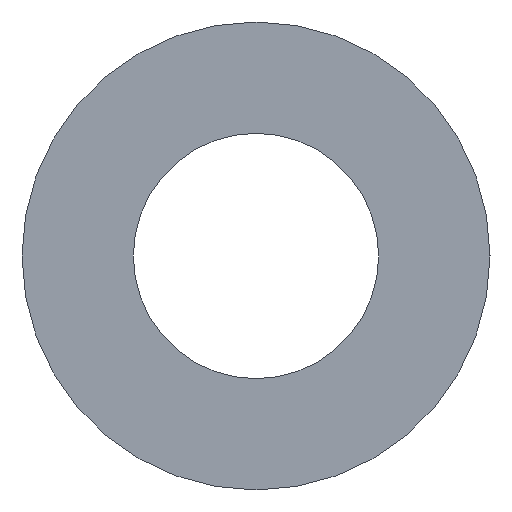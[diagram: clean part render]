
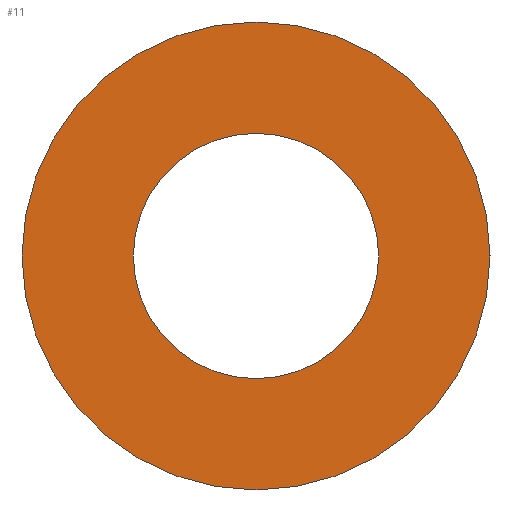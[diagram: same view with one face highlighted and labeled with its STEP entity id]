
A CAD part, left-side view. The second image highlights one B-rep face of the part: STEP entity #11.
In plain terms, the highlighted planar face has unit normal (-1, 0, 0).
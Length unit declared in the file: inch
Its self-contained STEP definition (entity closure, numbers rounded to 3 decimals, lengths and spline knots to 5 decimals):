
#5 = VERTEX_POINT ( 'NONE', #225 ) ;
#11 = ADVANCED_FACE ( 'NONE', ( #29, #188 ), #87, .F. ) ;
#15 = DIRECTION ( 'NONE',  ( 0., 0., -1. ) ) ;
#17 = CARTESIAN_POINT ( 'NONE',  ( -1.125, 0., 0. ) ) ;
#28 = CARTESIAN_POINT ( 'NONE',  ( -1.125, 0., 0. ) ) ;
#29 = FACE_OUTER_BOUND ( 'NONE', #142, .T. ) ;
#33 = CARTESIAN_POINT ( 'NONE',  ( -1.125, 0., 0.098 ) ) ;
#37 = EDGE_CURVE ( 'NONE', #90, #180, #233, .T. ) ;
#39 = CIRCLE ( 'NONE', #181, 0.098 ) ;
#44 = CIRCLE ( 'NONE', #105, 0.187 ) ;
#70 = DIRECTION ( 'NONE',  ( 0., 0., -1. ) ) ;
#83 = ORIENTED_EDGE ( 'NONE', *, *, #37, .T. ) ;
#84 = AXIS2_PLACEMENT_3D ( 'NONE', #17, #146, #133 ) ;
#85 = EDGE_CURVE ( 'NONE', #112, #5, #175, .T. ) ;
#87 = PLANE ( 'NONE',  #170 ) ;
#90 = VERTEX_POINT ( 'NONE', #248 ) ;
#104 = ORIENTED_EDGE ( 'NONE', *, *, #85, .F. ) ;
#105 = AXIS2_PLACEMENT_3D ( 'NONE', #252, #189, #15 ) ;
#112 = VERTEX_POINT ( 'NONE', #214 ) ;
#129 = DIRECTION ( 'NONE',  ( 1., 0., 0. ) ) ;
#133 = DIRECTION ( 'NONE',  ( 0., 0., -1. ) ) ;
#142 = EDGE_LOOP ( 'NONE', ( #239, #104 ) ) ;
#146 = DIRECTION ( 'NONE',  ( 1., 0., 0. ) ) ;
#149 = DIRECTION ( 'NONE',  ( 0., 0., -1. ) ) ;
#150 = CARTESIAN_POINT ( 'NONE',  ( -1.125, 0., 0. ) ) ;
#161 = CARTESIAN_POINT ( 'NONE',  ( -1.125, 0., 0. ) ) ;
#162 = EDGE_CURVE ( 'NONE', #5, #112, #44, .T. ) ;
#166 = DIRECTION ( 'NONE',  ( 1., 0., 0. ) ) ;
#170 = AXIS2_PLACEMENT_3D ( 'NONE', #161, #243, #242 ) ;
#175 = CIRCLE ( 'NONE', #84, 0.187 ) ;
#178 = EDGE_LOOP ( 'NONE', ( #227, #83 ) ) ;
#180 = VERTEX_POINT ( 'NONE', #33 ) ;
#181 = AXIS2_PLACEMENT_3D ( 'NONE', #150, #166, #149 ) ;
#188 = FACE_BOUND ( 'NONE', #178, .T. ) ;
#189 = DIRECTION ( 'NONE',  ( 1., 0., 0. ) ) ;
#196 = AXIS2_PLACEMENT_3D ( 'NONE', #28, #129, #70 ) ;
#214 = CARTESIAN_POINT ( 'NONE',  ( -1.125, 0., -0.187 ) ) ;
#215 = EDGE_CURVE ( 'NONE', #180, #90, #39, .T. ) ;
#225 = CARTESIAN_POINT ( 'NONE',  ( -1.125, 0., 0.187 ) ) ;
#227 = ORIENTED_EDGE ( 'NONE', *, *, #215, .T. ) ;
#233 = CIRCLE ( 'NONE', #196, 0.098 ) ;
#239 = ORIENTED_EDGE ( 'NONE', *, *, #162, .F. ) ;
#242 = DIRECTION ( 'NONE',  ( 0., 0., -1. ) ) ;
#243 = DIRECTION ( 'NONE',  ( 1., 0., 0. ) ) ;
#248 = CARTESIAN_POINT ( 'NONE',  ( -1.125, 0., -0.098 ) ) ;
#252 = CARTESIAN_POINT ( 'NONE',  ( -1.125, 0., 0. ) ) ;
